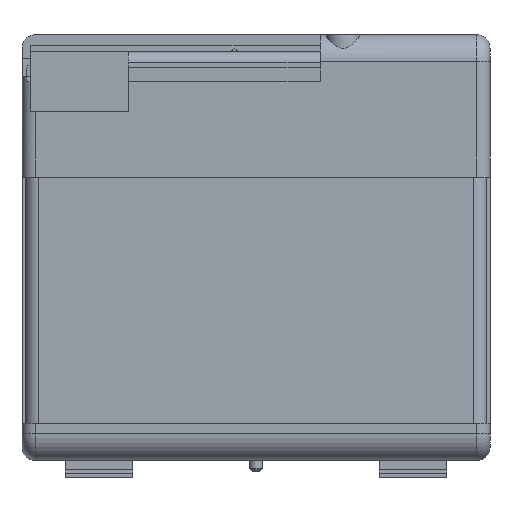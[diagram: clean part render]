
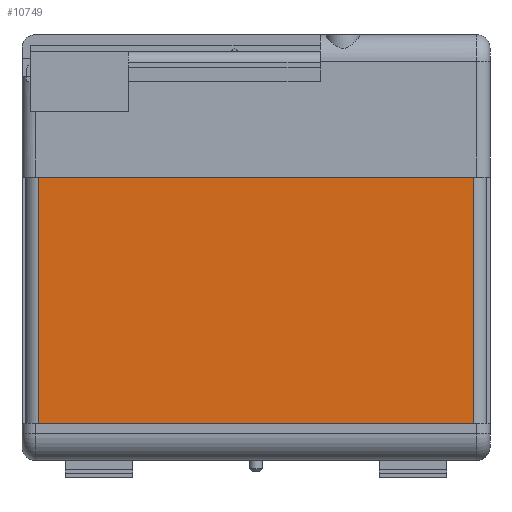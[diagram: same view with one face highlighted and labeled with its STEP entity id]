
A CAD part, front view. The second image highlights one B-rep face of the part: STEP entity #10749.
In plain terms, the highlighted planar face has unit normal (0, -1, 0).
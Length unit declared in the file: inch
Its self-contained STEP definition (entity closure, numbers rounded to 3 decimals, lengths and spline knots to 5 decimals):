
#309 = VERTEX_POINT ( 'NONE', #12079 ) ;
#2907 = CARTESIAN_POINT ( 'NONE',  ( -2.02, -2.9225, 0.655 ) ) ;
#3623 = VERTEX_POINT ( 'NONE', #2907 ) ;
#3992 = CARTESIAN_POINT ( 'NONE',  ( 2.02, -2.9225, 0.655 ) ) ;
#5654 = PLANE ( 'NONE',  #33708 ) ;
#5782 = CARTESIAN_POINT ( 'NONE',  ( 2.02, -2.9225, 0.655 ) ) ;
#6751 = VERTEX_POINT ( 'NONE', #3992 ) ;
#8273 = DIRECTION ( 'NONE',  ( -1., 0., 0. ) ) ;
#8465 = VECTOR ( 'NONE', #32309, 39.37008 ) ;
#8482 = DIRECTION ( 'NONE',  ( 1., 0., 0. ) ) ;
#9530 = LINE ( 'NONE', #18897, #22071 ) ;
#10391 = LINE ( 'NONE', #14306, #24618 ) ;
#10749 = ADVANCED_FACE ( 'NONE', ( #18425 ), #5654, .T. ) ;
#11712 = ORIENTED_EDGE ( 'NONE', *, *, #29272, .F. ) ;
#12079 = CARTESIAN_POINT ( 'NONE',  ( -2.02, -2.9225, -1.63 ) ) ;
#13894 = EDGE_CURVE ( 'NONE', #3623, #309, #16404, .T. ) ;
#14181 = DIRECTION ( 'NONE',  ( 0., 0., -1. ) ) ;
#14306 = CARTESIAN_POINT ( 'NONE',  ( 2.02, -2.9225, 0.655 ) ) ;
#16127 = VERTEX_POINT ( 'NONE', #27732 ) ;
#16404 = LINE ( 'NONE', #29613, #8465 ) ;
#17054 = VECTOR ( 'NONE', #26132, 39.37008 ) ;
#18425 = FACE_OUTER_BOUND ( 'NONE', #33439, .T. ) ;
#18897 = CARTESIAN_POINT ( 'NONE',  ( 2.02, -2.9225, 0.655 ) ) ;
#20668 = EDGE_CURVE ( 'NONE', #6751, #3623, #9530, .T. ) ;
#21698 = ORIENTED_EDGE ( 'NONE', *, *, #30707, .F. ) ;
#22071 = VECTOR ( 'NONE', #8273, 39.37008 ) ;
#23428 = CARTESIAN_POINT ( 'NONE',  ( 2.02, -2.9225, -1.63 ) ) ;
#24216 = LINE ( 'NONE', #23428, #17054 ) ;
#24529 = DIRECTION ( 'NONE',  ( 0., -1., 0. ) ) ;
#24618 = VECTOR ( 'NONE', #14181, 39.37008 ) ;
#26132 = DIRECTION ( 'NONE',  ( -1., 0., 0. ) ) ;
#27447 = ORIENTED_EDGE ( 'NONE', *, *, #20668, .T. ) ;
#27732 = CARTESIAN_POINT ( 'NONE',  ( 2.02, -2.9225, -1.63 ) ) ;
#29272 = EDGE_CURVE ( 'NONE', #6751, #16127, #10391, .T. ) ;
#29505 = ORIENTED_EDGE ( 'NONE', *, *, #13894, .T. ) ;
#29613 = CARTESIAN_POINT ( 'NONE',  ( -2.02, -2.9225, 0.655 ) ) ;
#30707 = EDGE_CURVE ( 'NONE', #16127, #309, #24216, .T. ) ;
#32309 = DIRECTION ( 'NONE',  ( 0., 0., -1. ) ) ;
#33439 = EDGE_LOOP ( 'NONE', ( #21698, #11712, #27447, #29505 ) ) ;
#33708 = AXIS2_PLACEMENT_3D ( 'NONE', #5782, #24529, #8482 ) ;
